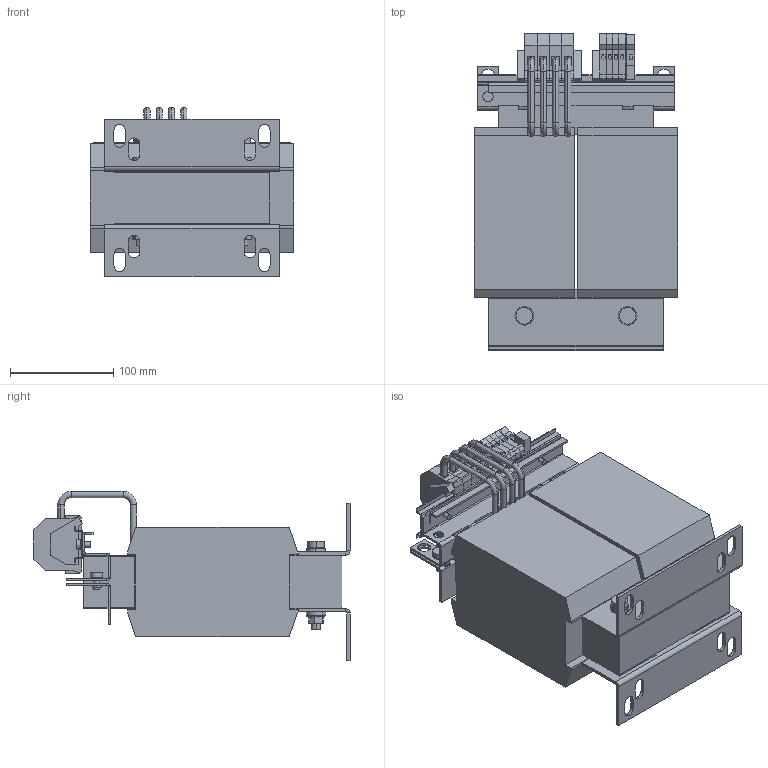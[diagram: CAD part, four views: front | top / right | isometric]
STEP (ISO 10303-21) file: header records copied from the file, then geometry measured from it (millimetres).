
FILE_DESCRIPTION (( 'STEP AP214' ), '1' );
FILE_NAME ('207583.STEP', '2023-03-28T10:41:54', ( '' ), ( '' ), 'SwSTEP 2.0', 'SolidWorks 2018', '' );
FILE_SCHEMA (( 'AUTOMOTIVE_DESIGN' ));
Length unit declared in the file: millimetre
Products named in the file (1): 207583
Bounding box: 196.3 x 305.6 x 163.55 mm (x, y, z)
Volume: 4252123.7 mm3; surface area: 346728.8 mm2
Topology: 1 solids, 1 shells, 874 faces, 2189 edges, 1363 vertices
Faces by surface type: plane 647, cylinder 203, torus 20, cone 4
Entity records: 25798 total; most frequent: CARTESIAN_POINT 4555, ORIENTED_EDGE 4378, DIRECTION 4362, EDGE_CURVE 2189, VECTOR 1718, LINE 1718, VERTEX_POINT 1363, AXIS2_PLACEMENT_3D 1322
